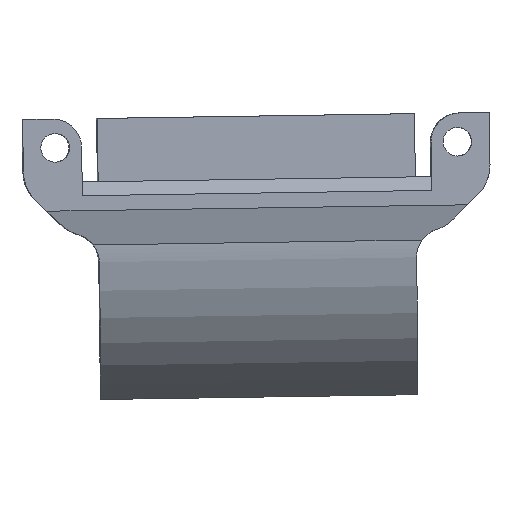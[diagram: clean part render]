
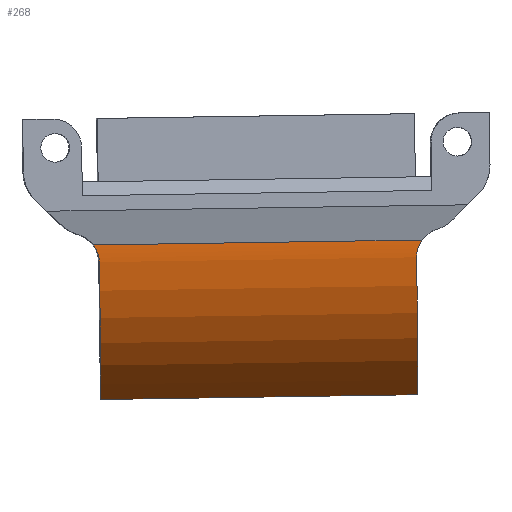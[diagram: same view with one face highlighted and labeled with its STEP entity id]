
A CAD part, left-side view. The second image highlights one B-rep face of the part: STEP entity #268.
In plain terms, the highlighted cylindrical face has radius 15 mm (diameter 30 mm), a partial arc.
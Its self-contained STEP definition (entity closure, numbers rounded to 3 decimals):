
#61=CARTESIAN_POINT('Vertex',(-15.229,-50.416,-43.784)) ;
#77=CARTESIAN_POINT('Vertex',(-15.012,-78.012,-43.365)) ;
#80=CARTESIAN_POINT('Line Origine',(-15.12,-64.214,-43.575)) ;
#218=CARTESIAN_POINT('Axis2P3D Location',(-8.481,-63.958,-30.127)) ;
#224=CARTESIAN_POINT('Control Point',(-23.514,-50.3,-31.835)) ;
#225=CARTESIAN_POINT('Control Point',(-23.554,-50.294,-31.434)) ;
#226=CARTESIAN_POINT('Control Point',(-23.581,-50.203,-31.033)) ;
#227=CARTESIAN_POINT('Control Point',(-23.591,-50.024,-30.662)) ;
#228=CARTESIAN_POINT('Control Point',(-23.593,-49.778,-30.343)) ;
#229=CARTESIAN_POINT('Vertex',(-23.593,-49.778,-30.343)) ;
#231=CARTESIAN_POINT('Vertex',(-23.514,-50.3,-31.835)) ;
#234=CARTESIAN_POINT('Axis2P3D Location',(-8.589,-50.16,-30.336)) ;
#239=CARTESIAN_POINT('Axis2P3D Location',(-8.372,-77.756,-29.917)) ;
#243=CARTESIAN_POINT('Vertex',(-23.296,-77.896,-31.416)) ;
#247=CARTESIAN_POINT('Control Point',(-23.296,-77.896,-31.416)) ;
#248=CARTESIAN_POINT('Control Point',(-23.337,-77.89,-31.015)) ;
#249=CARTESIAN_POINT('Control Point',(-23.362,-77.97,-30.611)) ;
#250=CARTESIAN_POINT('Control Point',(-23.37,-78.137,-30.234)) ;
#251=CARTESIAN_POINT('Control Point',(-23.368,-78.374,-29.908)) ;
#252=CARTESIAN_POINT('Vertex',(-23.368,-78.374,-29.908)) ;
#255=CARTESIAN_POINT('Line Origine',(-23.48,-64.076,-30.126)) ;
#81=DIRECTION('Vector Direction',(-0.008,1.,-0.015)) ;
#219=DIRECTION('Axis2P3D Direction',(0.008,-1.,0.015)) ;
#220=DIRECTION('Axis2P3D XDirection',(-1.,-0.008,0.)) ;
#235=DIRECTION('Axis2P3D Direction',(0.008,-1.,0.015)) ;
#240=DIRECTION('Axis2P3D Direction',(0.008,-1.,0.015)) ;
#256=DIRECTION('Vector Direction',(0.008,-1.,0.015)) ;
#221=AXIS2_PLACEMENT_3D('Cylinder Axis2P3D',#218,#219,#220) ;
#236=AXIS2_PLACEMENT_3D('Circle Axis2P3D',#234,#235,$) ;
#241=AXIS2_PLACEMENT_3D('Circle Axis2P3D',#239,#240,$) ;
#261=ORIENTED_EDGE('',*,*,#233,.T.) ;
#262=ORIENTED_EDGE('',*,*,#238,.T.) ;
#263=ORIENTED_EDGE('',*,*,#84,.F.) ;
#264=ORIENTED_EDGE('',*,*,#245,.F.) ;
#265=ORIENTED_EDGE('',*,*,#254,.T.) ;
#266=ORIENTED_EDGE('',*,*,#259,.T.) ;
#82=VECTOR('Line Direction',#81,1.) ;
#257=VECTOR('Line Direction',#256,1.) ;
#268=ADVANCED_FACE('Corps principal',(#267),#222,.T.) ;
#223=B_SPLINE_CURVE_WITH_KNOTS('',4,(#224,#225,#226,#227,#228),.UNSPECIFIED.,.F.,.U.,(5,5),(0.,2.279),.UNSPECIFIED.) ;
#246=B_SPLINE_CURVE_WITH_KNOTS('',4,(#247,#248,#249,#250,#251),.UNSPECIFIED.,.F.,.U.,(5,5),(0.,2.279),.UNSPECIFIED.) ;
#237=CIRCLE('generated circle',#236,15.) ;
#242=CIRCLE('generated circle',#241,15.) ;
#222=CYLINDRICAL_SURFACE('generated cylinder',#221,15.) ;
#84=EDGE_CURVE('',#78,#62,#83,.T.) ;
#233=EDGE_CURVE('',#230,#232,#223,.F.) ;
#238=EDGE_CURVE('',#232,#62,#237,.T.) ;
#245=EDGE_CURVE('',#244,#78,#242,.T.) ;
#254=EDGE_CURVE('',#244,#253,#246,.T.) ;
#259=EDGE_CURVE('',#253,#230,#258,.F.) ;
#260=EDGE_LOOP('',(#261,#262,#263,#264,#265,#266)) ;
#267=FACE_OUTER_BOUND('',#260,.T.) ;
#83=LINE('Line',#80,#82) ;
#258=LINE('Line',#255,#257) ;
#62=VERTEX_POINT('',#61) ;
#78=VERTEX_POINT('',#77) ;
#230=VERTEX_POINT('',#229) ;
#232=VERTEX_POINT('',#231) ;
#244=VERTEX_POINT('',#243) ;
#253=VERTEX_POINT('',#252) ;
